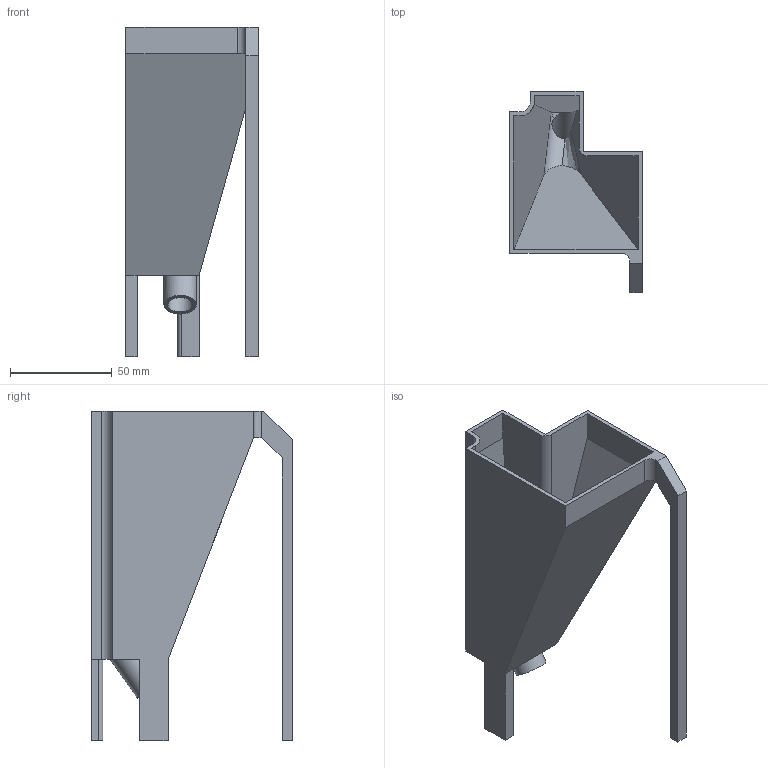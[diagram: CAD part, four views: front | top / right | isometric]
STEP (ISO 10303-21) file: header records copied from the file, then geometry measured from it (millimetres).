
FILE_DESCRIPTION(/* description */ (''),/* implementation_level */ '2;1');
FILE_NAME(/* name */ 'powderContainer_1_Green.step',/* time_stamp */ '2024-01-19T11:39:40+01:00',/* author */ (''),/* organization */ (''),/* preprocessor_version */ 'ST-DEVELOPER v20',/* originating_system */ 'Autodesk Translation Framework v12.14.0.127',/* authorisation */ '');
FILE_SCHEMA (('AUTOMOTIVE_DESIGN { 1 0 10303 214 3 1 1 }'));
Length unit declared in the file: millimetre
Products named in the file (1): Container1
Bounding box: 65 x 98.5 x 162 mm (x, y, z)
Volume: 128050.8 mm3; surface area: 59359.5 mm2
Topology: 1 solids, 1 shells, 51 faces, 138 edges, 90 vertices
Faces by surface type: plane 41, cylinder 9, bspline 1
Full cylindrical faces by diameter (mm): 12 x1, 16 x1
Entity records: 1698 total; most frequent: CARTESIAN_POINT 357, ORIENTED_EDGE 276, DIRECTION 260, EDGE_CURVE 138, LINE 110, VECTOR 110, VERTEX_POINT 90, AXIS2_PLACEMENT_3D 75
